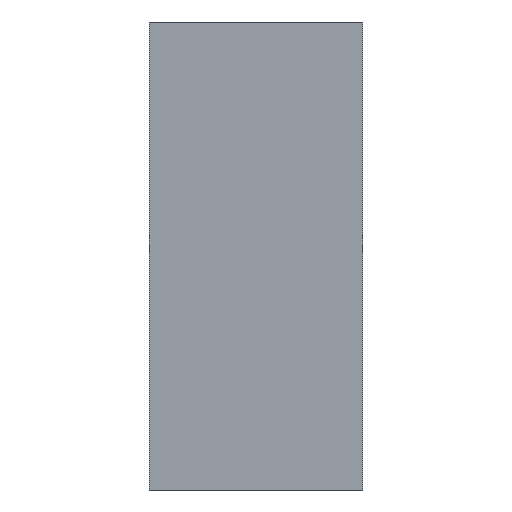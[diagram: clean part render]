
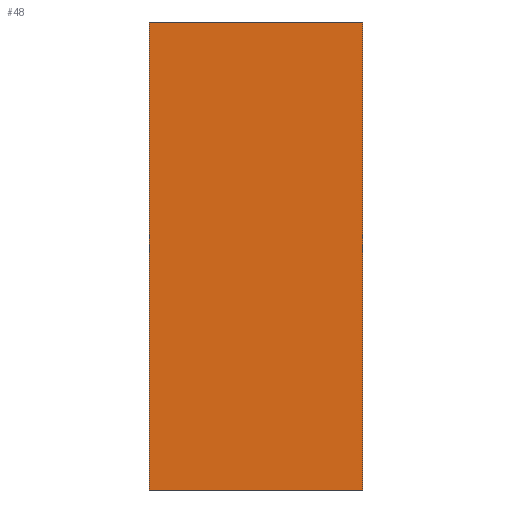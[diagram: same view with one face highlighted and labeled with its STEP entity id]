
A CAD part, left-side view. The second image highlights one B-rep face of the part: STEP entity #48.
In plain terms, the highlighted planar face has unit normal (-1, 0, 0).
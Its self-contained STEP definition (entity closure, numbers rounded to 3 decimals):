
#48 = ADVANCED_FACE( '', ( #102 ), #103, .F. );
#102 = FACE_OUTER_BOUND( '', #151, .T. );
#103 = PLANE( '', #152 );
#151 = EDGE_LOOP( '', ( #223, #224, #225, #226 ) );
#152 = AXIS2_PLACEMENT_3D( '', #227, #228, #229 );
#223 = ORIENTED_EDGE( '', *, *, #266, .T. );
#224 = ORIENTED_EDGE( '', *, *, #268, .F. );
#225 = ORIENTED_EDGE( '', *, *, #252, .F. );
#226 = ORIENTED_EDGE( '', *, *, #257, .T. );
#227 = CARTESIAN_POINT( '', ( -298., 31., 136. ) );
#228 = DIRECTION( '', ( 1., 0., 0. ) );
#229 = DIRECTION( '', ( 0., 0., -1. ) );
#252 = EDGE_CURVE( '', #288, #290, #291, .T. );
#257 = EDGE_CURVE( '', #288, #297, #299, .T. );
#266 = EDGE_CURVE( '', #297, #310, #312, .T. );
#268 = EDGE_CURVE( '', #290, #310, #314, .T. );
#288 = VERTEX_POINT( '', #334 );
#290 = VERTEX_POINT( '', #337 );
#291 = LINE( '', #338, #339 );
#297 = VERTEX_POINT( '', #347 );
#299 = LINE( '', #350, #351 );
#310 = VERTEX_POINT( '', #365 );
#312 = LINE( '', #368, #369 );
#314 = LINE( '', #371, #372 );
#334 = CARTESIAN_POINT( '', ( -298., 31., 136. ) );
#337 = CARTESIAN_POINT( '', ( -298., -31., 136. ) );
#338 = CARTESIAN_POINT( '', ( -298., 31., 136. ) );
#339 = VECTOR( '', #395, 1000. );
#347 = CARTESIAN_POINT( '', ( -298., 31., 0. ) );
#350 = CARTESIAN_POINT( '', ( -298., 31., 136. ) );
#351 = VECTOR( '', #399, 1000. );
#365 = CARTESIAN_POINT( '', ( -298., -31., 0. ) );
#368 = CARTESIAN_POINT( '', ( -298., 31., 0. ) );
#369 = VECTOR( '', #410, 1000. );
#371 = CARTESIAN_POINT( '', ( -298., -31., 136. ) );
#372 = VECTOR( '', #411, 1000. );
#395 = DIRECTION( '', ( 0., -1., 0. ) );
#399 = DIRECTION( '', ( 0., 0., -1. ) );
#410 = DIRECTION( '', ( 0., -1., 0. ) );
#411 = DIRECTION( '', ( 0., 0., -1. ) );
